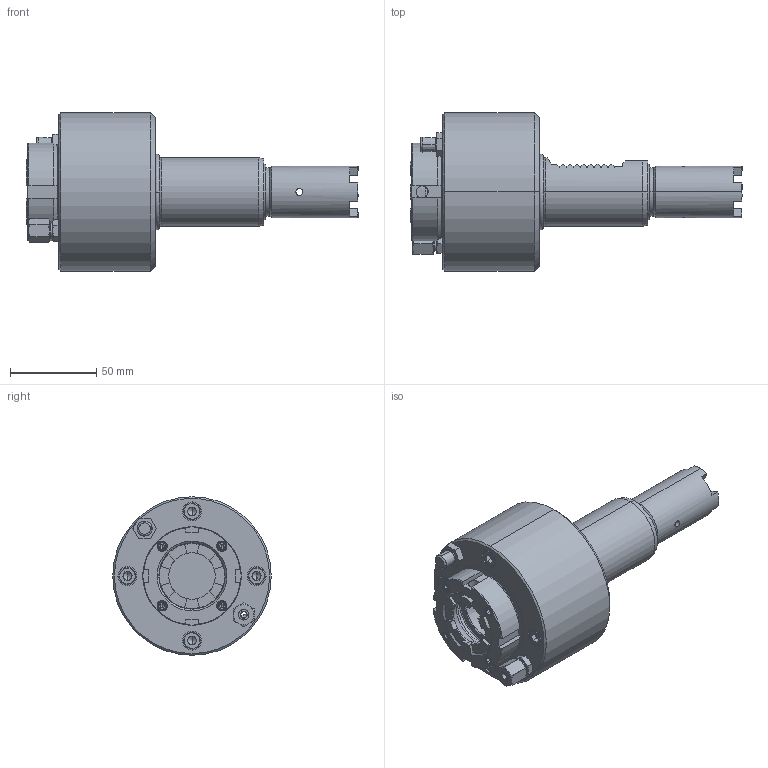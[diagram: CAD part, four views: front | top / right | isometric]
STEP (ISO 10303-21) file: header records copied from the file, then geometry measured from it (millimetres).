
FILE_DESCRIPTION (( 'STEP AP203' ), '1' );
FILE_NAME ('04-0782.STEP', '2023-09-08T20:22:45', ( '' ), ( '' ), 'SwSTEP 2.0', 'SolidWorks 2022', '' );
FILE_SCHEMA (( 'CONFIG_CONTROL_DESIGN' ));
Length unit declared in the file: inch
Products named in the file (4): ZZ_SW0001_4; ZZ_SW0001_4_3; ZZ_SW0001_4_2; 04-0782
Assembly tree (3 placements, depth 2):
  04-0782
    ZZ_SW0001_4_3
    ZZ_SW0001_4_2
    ZZ_SW0001_4
Bounding box: 192.65 x 92 x 92 mm (x, y, z)
Volume: 744.6 mm3; surface area: 72968.2 mm2
Topology: 2 solids, 4 shells, 906 faces, 2661 edges, 1745 vertices
Faces by surface type: cylinder 329, plane 306, bspline 146, cone 125
Entity records: 40440 total; most frequent: CARTESIAN_POINT 17942, ORIENTED_EDGE 5023, DIRECTION 4017, EDGE_CURVE 2641, VERTEX_POINT 1745, AXIS2_PLACEMENT_3D 1534, EDGE_LOOP 978, VECTOR 949
